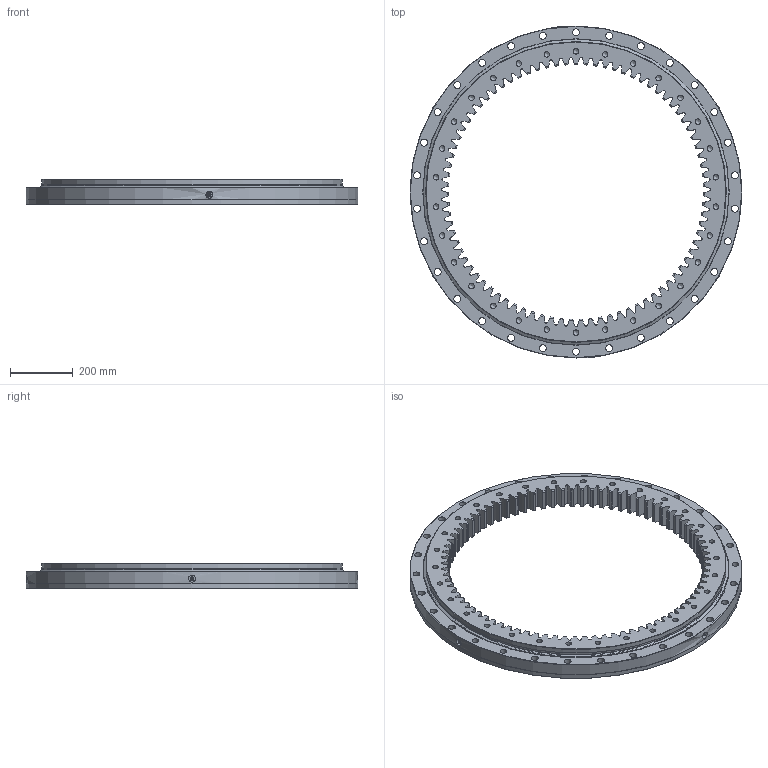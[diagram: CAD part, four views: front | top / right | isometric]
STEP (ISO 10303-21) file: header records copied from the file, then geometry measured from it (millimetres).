
FILE_DESCRIPTION (( 'STEP AP214' ), '1' );
FILE_NAME ('I.1055.25.00.B.STEP', '2019-03-08T10:46:34', ( '' ), ( '' ), 'SwSTEP 2.0', 'SolidWorks 2016', '' );
FILE_SCHEMA (( 'AUTOMOTIVE_DESIGN' ));
Length unit declared in the file: millimetre
Products named in the file (7): B.1055.B25B.A3N.1 - OR Seal; B.1055.B25B.A3N.1 - OR; Grease nipple M10x1mm; B.1055.B25B.A3N.1 - IR Seal; Ball D25; B.1055.B25B.A3N.1 - IR; I.1055.25.00.B
Assembly tree (111 placements, depth 2):
  I.1055.25.00.B
    B.1055.B25B.A3N.1 - IR
    B.1055.B25B.A3N.1 - OR
    Ball D25  x103
    B.1055.B25B.A3N.1 - IR Seal
    B.1055.B25B.A3N.1 - OR Seal
    Grease nipple M10x1mm  x4
Bounding box: 1055 x 1055 x 80 mm (x, y, z)
Volume: 19158102.7 mm3; surface area: 2313655.2 mm2
Topology: 111 solids, 111 shells, 1122 faces, 3168 edges, 2077 vertices
Faces by surface type: bspline 332, cone 266, plane 226, cylinder 176, sphere 103, torus 19
Full cylindrical faces by diameter (mm): 3 x4, 5 x4, 9 x4, 10 x4, 17.5 x30, 22 x34, 942 x2, 953 x1, 955 x1, 956 x4, 959 x1, 970 x2, 1053 x1, 1055 x1
Entity records: 35611 total; most frequent: CARTESIAN_POINT 12966, ORIENTED_EDGE 5006, DIRECTION 3449, EDGE_CURVE 2503, VERTEX_POINT 1730, AXIS2_PLACEMENT_3D 1265, EDGE_LOOP 1171, B_SPLINE_CURVE_WITH_KNOTS 1040
